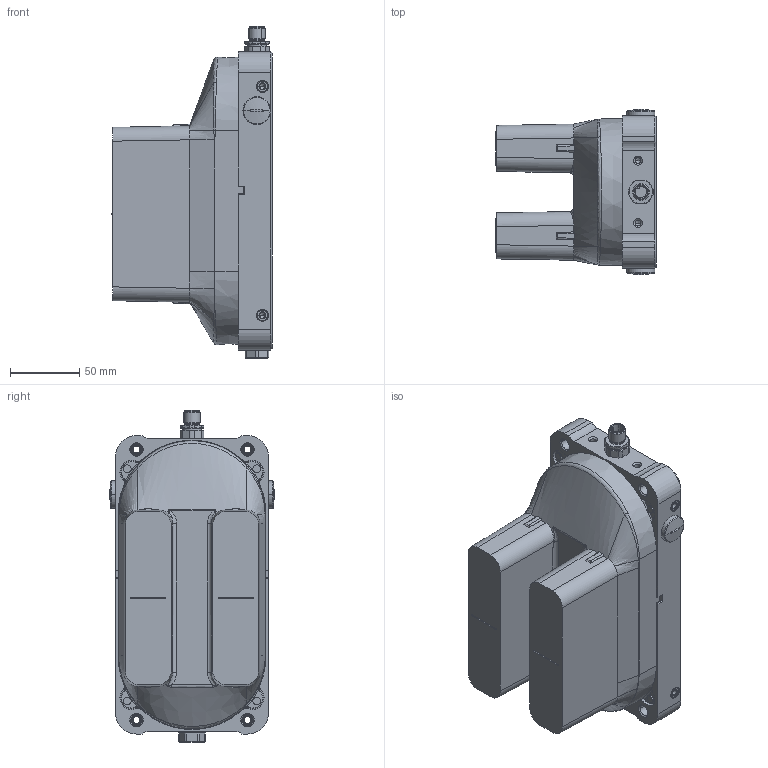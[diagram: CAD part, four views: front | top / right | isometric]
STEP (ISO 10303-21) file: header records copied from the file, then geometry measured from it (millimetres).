
FILE_DESCRIPTION((''),'2;1');
FILE_NAME('DM_CAD-2477_TEILW_SCHRUMPF_ASM','2017-01-04T',('creinig-se'),(''),'PRO/ENGINEER BY PARAMETRIC TECHNOLOGY CORPORATION, 2015440','PRO/ENGINEER BY PARAMETRIC TECHNOLOGY CORPORATION, 2015440','');
FILE_SCHEMA(('CONFIG_CONTROL_DESIGN'));
Length unit declared in the file: millimetre
Products named in the file (3): DM_CAD-2477_SW0001_OH_UNTERT; DM_CAD-2477_04DC64; DM_CAD-2477_TEILW_SCHRUMPF_ASM
Assembly tree (2 placements, depth 2):
  DM_CAD-2477_TEILW_SCHRUMPF_ASM
    DM_CAD-2477_SW0001_OH_UNTERT
    DM_CAD-2477_04DC64
Bounding box: 115.5 x 118.99 x 239.25 mm (x, y, z)
Volume: 1822840.7 mm3; surface area: 165150.2 mm2
Topology: 2 solids, 2 shells, 709 faces, 1637 edges, 951 vertices
Faces by surface type: cylinder 235, cone 234, plane 138, bspline 68, torus 26, sphere 8
Entity records: 29451 total; most frequent: CARTESIAN_POINT 8461, DIRECTION 3404, ORIENTED_EDGE 3202, EDGE_CURVE 1601, AXIS2_PLACEMENT_3D 1353, PRESENTATION_STYLE_ASSIGNMENT 984, STYLED_ITEM 972, VERTEX_POINT 951
